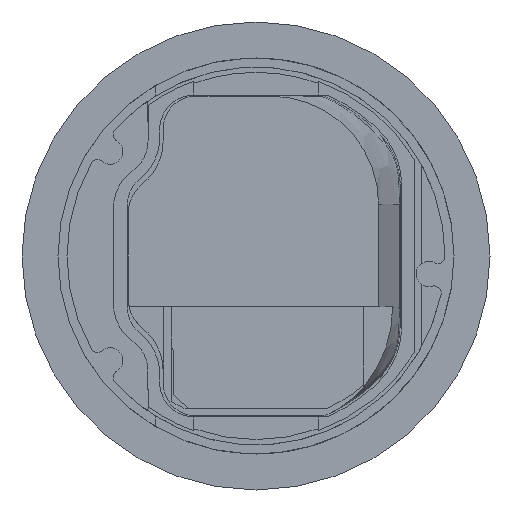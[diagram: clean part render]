
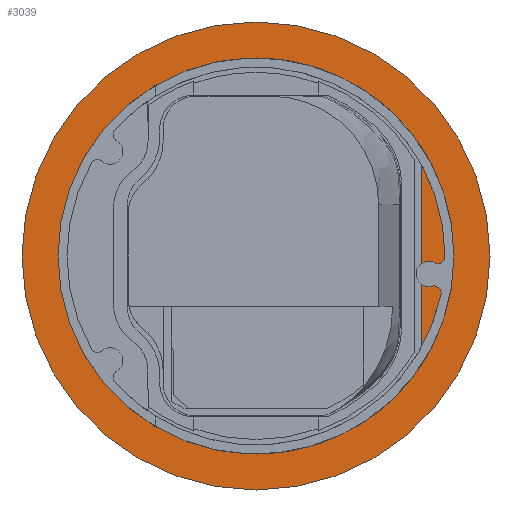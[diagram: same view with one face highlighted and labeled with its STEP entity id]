
A CAD part, front view. The second image highlights one B-rep face of the part: STEP entity #3039.
In plain terms, the highlighted planar face has unit normal (0, -1, 0).
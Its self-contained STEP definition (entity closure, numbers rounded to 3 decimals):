
#170 = CIRCLE ( 'NONE', #8679, 55. ) ;
#257 = CARTESIAN_POINT ( 'NONE',  ( 0., 11.5, 55. ) ) ;
#358 = EDGE_CURVE ( 'NONE', #8932, #9317, #5435, .T. ) ;
#400 = ORIENTED_EDGE ( 'NONE', *, *, #10948, .T. ) ;
#659 = EDGE_LOOP ( 'NONE', ( #6724, #3056, #10496, #4695 ) ) ;
#1105 = VERTEX_POINT ( 'NONE', #10410 ) ;
#1309 = EDGE_CURVE ( 'NONE', #1105, #6888, #170, .T. ) ;
#1465 = FACE_BOUND ( 'NONE', #659, .T. ) ;
#1623 = AXIS2_PLACEMENT_3D ( 'NONE', #6614, #6595, #6568 ) ;
#1809 = CARTESIAN_POINT ( 'NONE',  ( 0., 11.5, 65. ) ) ;
#2092 = EDGE_LOOP ( 'NONE', ( #400, #7214 ) ) ;
#2500 = CARTESIAN_POINT ( 'NONE',  ( 0., 11.5, -55. ) ) ;
#2709 = DIRECTION ( 'NONE',  ( 0., 0., 1. ) ) ;
#2724 = CARTESIAN_POINT ( 'NONE',  ( 45.9, 11.5, 30.302 ) ) ;
#2806 = EDGE_CURVE ( 'NONE', #6754, #11165, #4751, .T. ) ;
#3039 = ADVANCED_FACE ( 'NONE', ( #1465, #10281 ), #5481, .F. ) ;
#3056 = ORIENTED_EDGE ( 'NONE', *, *, #5414, .F. ) ;
#3137 = CARTESIAN_POINT ( 'NONE',  ( 0., 11.5, -65. ) ) ;
#4218 = AXIS2_PLACEMENT_3D ( 'NONE', #9647, #9634, #9603 ) ;
#4695 = ORIENTED_EDGE ( 'NONE', *, *, #4892, .F. ) ;
#4751 = CIRCLE ( 'NONE', #6856, 65. ) ;
#4892 = EDGE_CURVE ( 'NONE', #6888, #8932, #9636, .T. ) ;
#5189 = DIRECTION ( 'NONE',  ( 0., 0., 1. ) ) ;
#5227 = DIRECTION ( 'NONE',  ( 0., 1., 0. ) ) ;
#5236 = CARTESIAN_POINT ( 'NONE',  ( -55., 11.5, 0. ) ) ;
#5414 = EDGE_CURVE ( 'NONE', #9317, #1105, #5742, .T. ) ;
#5435 = CIRCLE ( 'NONE', #9591, 55. ) ;
#5481 = PLANE ( 'NONE',  #6603 ) ;
#5742 = LINE ( 'NONE', #2724, #8592 ) ;
#6568 = DIRECTION ( 'NONE',  ( 0., 0., -1. ) ) ;
#6595 = DIRECTION ( 'NONE',  ( 0., -1., 0. ) ) ;
#6603 = AXIS2_PLACEMENT_3D ( 'NONE', #5236, #5227, #5189 ) ;
#6614 = CARTESIAN_POINT ( 'NONE',  ( 0., 11.5, 0. ) ) ;
#6724 = ORIENTED_EDGE ( 'NONE', *, *, #1309, .F. ) ;
#6754 = VERTEX_POINT ( 'NONE', #1809 ) ;
#6856 = AXIS2_PLACEMENT_3D ( 'NONE', #6882, #6873, #6870 ) ;
#6870 = DIRECTION ( 'NONE',  ( 0., 0., -1. ) ) ;
#6873 = DIRECTION ( 'NONE',  ( 0., -1., 0. ) ) ;
#6882 = CARTESIAN_POINT ( 'NONE',  ( 0., 11.5, 0. ) ) ;
#6888 = VERTEX_POINT ( 'NONE', #257 ) ;
#7214 = ORIENTED_EDGE ( 'NONE', *, *, #2806, .T. ) ;
#7534 = CIRCLE ( 'NONE', #1623, 65. ) ;
#7612 = DIRECTION ( 'NONE',  ( 0., 0., -1. ) ) ;
#7613 = DIRECTION ( 'NONE',  ( 0., -1., 0. ) ) ;
#7628 = CARTESIAN_POINT ( 'NONE',  ( 0., 11.5, 0. ) ) ;
#7634 = DIRECTION ( 'NONE',  ( 0., 0., -1. ) ) ;
#7667 = DIRECTION ( 'NONE',  ( 0., -1., 0. ) ) ;
#7702 = CARTESIAN_POINT ( 'NONE',  ( 0., 11.5, 0. ) ) ;
#8592 = VECTOR ( 'NONE', #2709, 1000. ) ;
#8679 = AXIS2_PLACEMENT_3D ( 'NONE', #7628, #7613, #7612 ) ;
#8932 = VERTEX_POINT ( 'NONE', #2500 ) ;
#9317 = VERTEX_POINT ( 'NONE', #11193 ) ;
#9591 = AXIS2_PLACEMENT_3D ( 'NONE', #7702, #7667, #7634 ) ;
#9603 = DIRECTION ( 'NONE',  ( 0., 0., -1. ) ) ;
#9634 = DIRECTION ( 'NONE',  ( 0., -1., 0. ) ) ;
#9636 = CIRCLE ( 'NONE', #4218, 55. ) ;
#9647 = CARTESIAN_POINT ( 'NONE',  ( 0., 11.5, 0. ) ) ;
#10281 = FACE_OUTER_BOUND ( 'NONE', #2092, .T. ) ;
#10410 = CARTESIAN_POINT ( 'NONE',  ( 45.9, 11.5, 30.302 ) ) ;
#10496 = ORIENTED_EDGE ( 'NONE', *, *, #358, .F. ) ;
#10948 = EDGE_CURVE ( 'NONE', #11165, #6754, #7534, .T. ) ;
#11165 = VERTEX_POINT ( 'NONE', #3137 ) ;
#11193 = CARTESIAN_POINT ( 'NONE',  ( 45.9, 11.5, -30.302 ) ) ;
